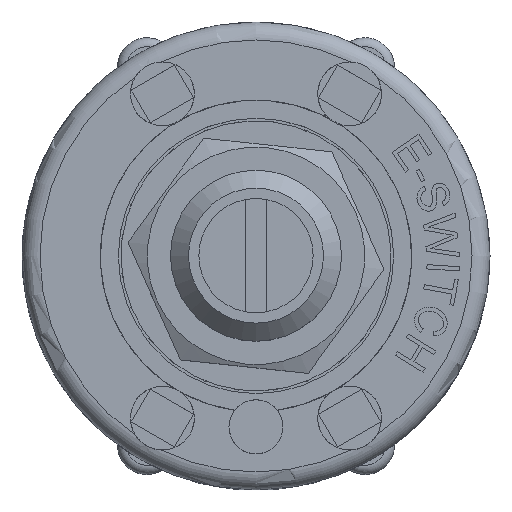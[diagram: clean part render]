
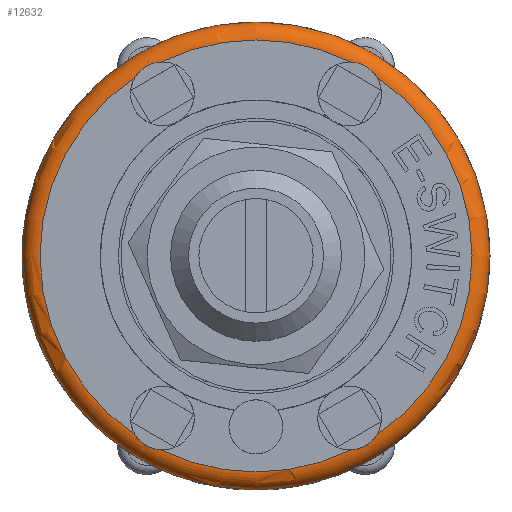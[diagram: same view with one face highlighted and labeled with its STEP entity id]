
A CAD part, top view. The second image highlights one B-rep face of the part: STEP entity #12632.
In plain terms, the highlighted toroidal (fillet/blend) face has major radius 12 mm and minor radius 1 mm.
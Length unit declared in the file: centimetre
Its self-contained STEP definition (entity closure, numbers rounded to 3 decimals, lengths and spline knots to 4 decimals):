
#26=TOROIDAL_SURFACE('',#13288,1.2,0.1);
#661=B_SPLINE_CURVE_WITH_KNOTS('',3,(#21929,#21930,#21931,#21932,#21933,
#21934,#21935,#21936,#21937,#21938,#21939,#21940),.UNSPECIFIED.,.F.,.F.,
(4,2,2,2,2,4),(-0.2692,-0.2446,-0.216,
-0.1921,-0.1645,-0.1357),.UNSPECIFIED.);
#662=B_SPLINE_CURVE_WITH_KNOTS('',3,(#21952,#21953,#21954,#21955,#21956,
#21957,#21958,#21959,#21960,#21961,#21962,#21963),.UNSPECIFIED.,.F.,.F.,
(4,2,2,2,2,4),(-0.2692,-0.2446,-0.216,
-0.1921,-0.1645,-0.1357),.UNSPECIFIED.);
#663=B_SPLINE_CURVE_WITH_KNOTS('',3,(#21980,#21981,#21982,#21983,#21984,
#21985,#21986,#21987,#21988,#21989,#21990,#21991),.UNSPECIFIED.,.F.,.F.,
(4,2,2,2,2,4),(-0.2692,-0.2446,-0.216,
-0.1921,-0.1645,-0.1357),.UNSPECIFIED.);
#664=B_SPLINE_CURVE_WITH_KNOTS('',3,(#22013,#22014,#22015,#22016,#22017,
#22018,#22019,#22020,#22021,#22022,#22023,#22024),.UNSPECIFIED.,.F.,.F.,
(4,2,2,2,2,4),(-0.2692,-0.2446,-0.216,
-0.1921,-0.1645,-0.1357),.UNSPECIFIED.);
#1344=FACE_OUTER_BOUND('',#2105,.T.);
#2105=EDGE_LOOP('',(#11237,#11238,#11239,#11240,#11241,#11242,#11243,#11244,
#11245,#11246,#11247,#11248));
#4859=CIRCLE('',#13241,1.3);
#4886=CIRCLE('',#13289,0.1);
#4887=CIRCLE('',#13290,1.2);
#4888=CIRCLE('',#13291,1.2);
#4889=CIRCLE('',#13292,1.2);
#4890=CIRCLE('',#13293,1.2);
#4891=CIRCLE('',#13294,1.2);
#6048=VERTEX_POINT('',#21891);
#6056=VERTEX_POINT('',#21927);
#6057=VERTEX_POINT('',#21928);
#6060=VERTEX_POINT('',#21950);
#6061=VERTEX_POINT('',#21951);
#6066=VERTEX_POINT('',#21978);
#6067=VERTEX_POINT('',#21979);
#6074=VERTEX_POINT('',#22011);
#6075=VERTEX_POINT('',#22012);
#6078=VERTEX_POINT('',#22034);
#7813=EDGE_CURVE('',#6048,#6048,#4859,.T.);
#7831=EDGE_CURVE('',#6056,#6057,#661,.T.);
#7837=EDGE_CURVE('',#6060,#6061,#662,.T.);
#7845=EDGE_CURVE('',#6066,#6067,#663,.T.);
#7855=EDGE_CURVE('',#6074,#6075,#664,.T.);
#7861=EDGE_CURVE('',#6048,#6078,#4886,.T.);
#7862=EDGE_CURVE('',#6078,#6066,#4887,.T.);
#7863=EDGE_CURVE('',#6067,#6060,#4888,.T.);
#7864=EDGE_CURVE('',#6061,#6056,#4889,.T.);
#7865=EDGE_CURVE('',#6057,#6074,#4890,.T.);
#7866=EDGE_CURVE('',#6075,#6078,#4891,.T.);
#11237=ORIENTED_EDGE('',*,*,#7813,.T.);
#11238=ORIENTED_EDGE('',*,*,#7861,.T.);
#11239=ORIENTED_EDGE('',*,*,#7862,.T.);
#11240=ORIENTED_EDGE('',*,*,#7845,.T.);
#11241=ORIENTED_EDGE('',*,*,#7863,.T.);
#11242=ORIENTED_EDGE('',*,*,#7837,.T.);
#11243=ORIENTED_EDGE('',*,*,#7864,.T.);
#11244=ORIENTED_EDGE('',*,*,#7831,.T.);
#11245=ORIENTED_EDGE('',*,*,#7865,.T.);
#11246=ORIENTED_EDGE('',*,*,#7855,.T.);
#11247=ORIENTED_EDGE('',*,*,#7866,.T.);
#11248=ORIENTED_EDGE('',*,*,#7861,.F.);
#12632=ADVANCED_FACE('',(#1344),#26,.T.);
#13241=AXIS2_PLACEMENT_3D('',#21892,#15711,#15712);
#13288=AXIS2_PLACEMENT_3D('',#22033,#15822,#15823);
#13289=AXIS2_PLACEMENT_3D('',#22035,#15824,#15825);
#13290=AXIS2_PLACEMENT_3D('',#22036,#15826,#15827);
#13291=AXIS2_PLACEMENT_3D('',#22037,#15828,#15829);
#13292=AXIS2_PLACEMENT_3D('',#22038,#15830,#15831);
#13293=AXIS2_PLACEMENT_3D('',#22039,#15832,#15833);
#13294=AXIS2_PLACEMENT_3D('',#22040,#15834,#15835);
#15711=DIRECTION('center_axis',(0.,0.,1.));
#15712=DIRECTION('ref_axis',(-1.,0.,0.));
#15822=DIRECTION('center_axis',(0.,0.,-1.));
#15823=DIRECTION('ref_axis',(-1.,0.,0.));
#15824=DIRECTION('center_axis',(0.,-1.,0.));
#15825=DIRECTION('ref_axis',(1.,0.,0.));
#15826=DIRECTION('center_axis',(0.,0.,-1.));
#15827=DIRECTION('ref_axis',(-1.,0.,0.));
#15828=DIRECTION('center_axis',(0.,0.,-1.));
#15829=DIRECTION('ref_axis',(-1.,0.,0.));
#15830=DIRECTION('center_axis',(0.,0.,-1.));
#15831=DIRECTION('ref_axis',(-1.,0.,0.));
#15832=DIRECTION('center_axis',(0.,0.,-1.));
#15833=DIRECTION('ref_axis',(-1.,0.,0.));
#15834=DIRECTION('center_axis',(0.,0.,-1.));
#15835=DIRECTION('ref_axis',(-1.,0.,0.));
#21891=CARTESIAN_POINT('',(1.3,0.,0.95));
#21892=CARTESIAN_POINT('Origin',(0.,0.,0.95));
#21927=CARTESIAN_POINT('',(-0.67,0.9955,1.05));
#21928=CARTESIAN_POINT('',(-0.5271,1.078,1.05));
#21929=CARTESIAN_POINT('Ctrl Pts',(-0.67,0.9955,
1.05));
#21930=CARTESIAN_POINT('Ctrl Pts',(-0.6646,1.0041,
1.05));
#21931=CARTESIAN_POINT('Ctrl Pts',(-0.6583,1.0124,
1.0498));
#21932=CARTESIAN_POINT('Ctrl Pts',(-0.6428,1.0294,
1.0491));
#21933=CARTESIAN_POINT('Ctrl Pts',(-0.6335,1.0377,
1.0488));
#21934=CARTESIAN_POINT('Ctrl Pts',(-0.615,1.051,1.0484));
#21935=CARTESIAN_POINT('Ctrl Pts',(-0.6061,1.0563,
1.0484));
#21936=CARTESIAN_POINT('Ctrl Pts',(-0.5859,1.0659,1.0487));
#21937=CARTESIAN_POINT('Ctrl Pts',(-0.5747,1.07,1.049));
#21938=CARTESIAN_POINT('Ctrl Pts',(-0.551,1.0759,1.0497));
#21939=CARTESIAN_POINT('Ctrl Pts',(-0.539,1.0775,
1.05));
#21940=CARTESIAN_POINT('Ctrl Pts',(-0.5271,1.078,
1.05));
#21950=CARTESIAN_POINT('',(-0.5271,-1.078,1.05));
#21951=CARTESIAN_POINT('',(-0.67,-0.9955,1.05));
#21952=CARTESIAN_POINT('Ctrl Pts',(-0.5271,-1.078,
1.05));
#21953=CARTESIAN_POINT('Ctrl Pts',(-0.5373,-1.0776,
1.05));
#21954=CARTESIAN_POINT('Ctrl Pts',(-0.5476,-1.0763,
1.0498));
#21955=CARTESIAN_POINT('Ctrl Pts',(-0.5701,-1.0714,1.0491));
#21956=CARTESIAN_POINT('Ctrl Pts',(-0.5819,-1.0675,
1.0488));
#21957=CARTESIAN_POINT('Ctrl Pts',(-0.6027,-1.0581,
1.0484));
#21958=CARTESIAN_POINT('Ctrl Pts',(-0.6117,-1.053,
1.0484));
#21959=CARTESIAN_POINT('Ctrl Pts',(-0.6301,-1.0404,
1.0487));
#21960=CARTESIAN_POINT('Ctrl Pts',(-0.6393,-1.0327,
1.049));
#21961=CARTESIAN_POINT('Ctrl Pts',(-0.6562,-1.0151,
1.0497));
#21962=CARTESIAN_POINT('Ctrl Pts',(-0.6637,-1.0055,
1.05));
#21963=CARTESIAN_POINT('Ctrl Pts',(-0.67,-0.9955,
1.05));
#21978=CARTESIAN_POINT('',(0.67,-0.9955,1.05));
#21979=CARTESIAN_POINT('',(0.5271,-1.078,1.05));
#21980=CARTESIAN_POINT('Ctrl Pts',(0.67,-0.9955,
1.05));
#21981=CARTESIAN_POINT('Ctrl Pts',(0.6646,-1.0041,
1.05));
#21982=CARTESIAN_POINT('Ctrl Pts',(0.6583,-1.0124,
1.0498));
#21983=CARTESIAN_POINT('Ctrl Pts',(0.6428,-1.0294,
1.0491));
#21984=CARTESIAN_POINT('Ctrl Pts',(0.6335,-1.0377,
1.0488));
#21985=CARTESIAN_POINT('Ctrl Pts',(0.615,-1.051,
1.0484));
#21986=CARTESIAN_POINT('Ctrl Pts',(0.6061,-1.0563,
1.0484));
#21987=CARTESIAN_POINT('Ctrl Pts',(0.5859,-1.0659,1.0487));
#21988=CARTESIAN_POINT('Ctrl Pts',(0.5747,-1.07,1.049));
#21989=CARTESIAN_POINT('Ctrl Pts',(0.551,-1.0759,
1.0497));
#21990=CARTESIAN_POINT('Ctrl Pts',(0.539,-1.0775,
1.05));
#21991=CARTESIAN_POINT('Ctrl Pts',(0.5271,-1.078,
1.05));
#22011=CARTESIAN_POINT('',(0.5271,1.078,1.05));
#22012=CARTESIAN_POINT('',(0.67,0.9955,1.05));
#22013=CARTESIAN_POINT('Ctrl Pts',(0.5271,1.078,1.05));
#22014=CARTESIAN_POINT('Ctrl Pts',(0.5373,1.0776,1.05));
#22015=CARTESIAN_POINT('Ctrl Pts',(0.5476,1.0763,1.0498));
#22016=CARTESIAN_POINT('Ctrl Pts',(0.5701,1.0714,1.0491));
#22017=CARTESIAN_POINT('Ctrl Pts',(0.5819,1.0675,1.0488));
#22018=CARTESIAN_POINT('Ctrl Pts',(0.6027,1.0581,1.0484));
#22019=CARTESIAN_POINT('Ctrl Pts',(0.6117,1.053,1.0484));
#22020=CARTESIAN_POINT('Ctrl Pts',(0.6301,1.0404,1.0487));
#22021=CARTESIAN_POINT('Ctrl Pts',(0.6393,1.0327,1.049));
#22022=CARTESIAN_POINT('Ctrl Pts',(0.6562,1.0151,1.0497));
#22023=CARTESIAN_POINT('Ctrl Pts',(0.6637,1.0055,1.05));
#22024=CARTESIAN_POINT('Ctrl Pts',(0.67,0.9955,
1.05));
#22033=CARTESIAN_POINT('Origin',(0.,0.,0.95));
#22034=CARTESIAN_POINT('',(1.2,0.,1.05));
#22035=CARTESIAN_POINT('Origin',(1.2,0.,0.95));
#22036=CARTESIAN_POINT('Origin',(0.,0.,1.05));
#22037=CARTESIAN_POINT('Origin',(0.,0.,1.05));
#22038=CARTESIAN_POINT('Origin',(0.,0.,1.05));
#22039=CARTESIAN_POINT('Origin',(0.,0.,1.05));
#22040=CARTESIAN_POINT('Origin',(0.,0.,1.05));
